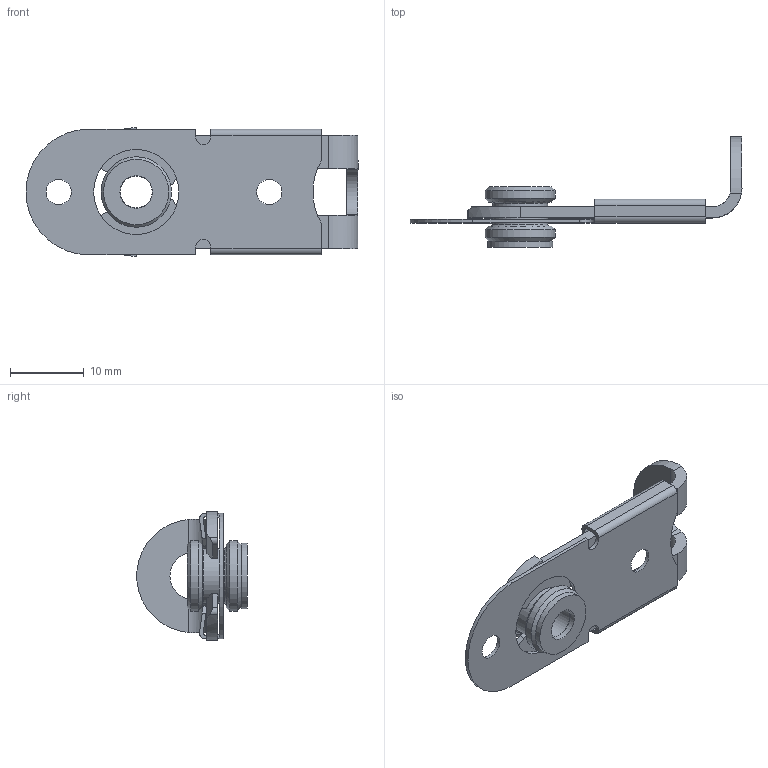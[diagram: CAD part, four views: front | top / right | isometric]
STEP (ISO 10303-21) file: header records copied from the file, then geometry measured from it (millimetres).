
FILE_DESCRIPTION (( 'STEP AP203' ), '1' );
FILE_NAME ('1872A72.STEP', '2018-05-11T15:13:30', ( '' ), ( '' ), 'SwSTEP 2.0', 'SolidWorks 2014', '' );
FILE_SCHEMA (( 'CONFIG_CONTROL_DESIGN' ));
Length unit declared in the file: inch
Products named in the file (1): 1872A72
Bounding box: 44.91 x 14.91 x 17.42 mm (x, y, z)
Volume: 1322.1 mm3; surface area: 3170.8 mm2
Topology: 4 solids, 4 shells, 93 faces, 246 edges, 163 vertices
Faces by surface type: plane 48, cylinder 37, bspline 4, cone 4
Full cylindrical faces by diameter (mm): 3.404 x2, 4.318 x1, 4.394 x1, 7.417 x1, 8.839 x1, 9.525 x2, 11.5 x1
Entity records: 2933 total; most frequent: CARTESIAN_POINT 614, DIRECTION 460, ORIENTED_EDGE 452, EDGE_CURVE 226, AXIS2_PLACEMENT_3D 164, VERTEX_POINT 158, VECTOR 132, LINE 132
